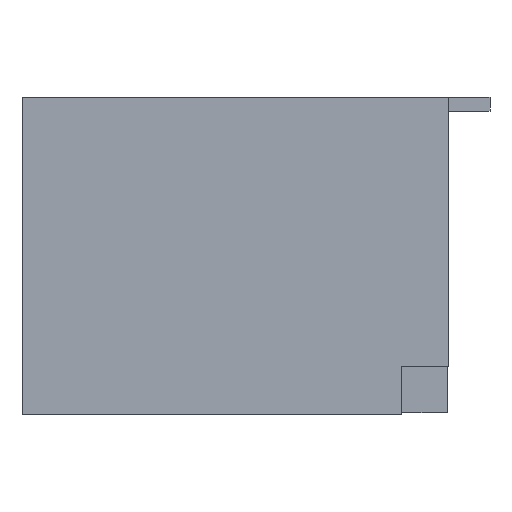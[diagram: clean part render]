
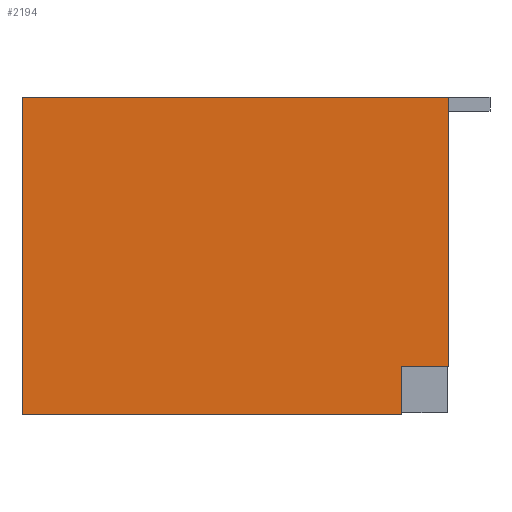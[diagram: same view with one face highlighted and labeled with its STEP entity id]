
A CAD part, front view. The second image highlights one B-rep face of the part: STEP entity #2194.
In plain terms, the highlighted planar face has unit normal (0, -1, 0).
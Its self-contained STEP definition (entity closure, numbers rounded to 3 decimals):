
#124=DIRECTION('',(0.,0.,-1.));
#125=VECTOR('',#124,0.52);
#126=CARTESIAN_POINT('',(-19.238,-5.388,0.5));
#127=LINE('',#126,#125);
#128=DIRECTION('',(-1.,0.,0.));
#129=VECTOR('',#128,0.5);
#130=CARTESIAN_POINT('',(-18.738,-5.388,0.5));
#131=LINE('',#130,#129);
#140=DIRECTION('',(-1.,0.,0.));
#141=VECTOR('',#140,4.09);
#142=CARTESIAN_POINT('',(-19.238,-5.388,-0.02));
#143=LINE('',#142,#141);
#204=DIRECTION('',(0.,0.,-1.));
#205=VECTOR('',#204,3.42);
#206=CARTESIAN_POINT('',(-23.329,-5.388,3.4));
#207=LINE('',#206,#205);
#756=DIRECTION('',(1.,0.,0.));
#757=VECTOR('',#756,4.59);
#758=CARTESIAN_POINT('',(-23.329,-5.388,3.4));
#759=LINE('',#758,#757);
#936=DIRECTION('',(0.,0.,1.));
#937=VECTOR('',#936,2.9);
#938=CARTESIAN_POINT('',(-18.738,-5.388,0.5));
#939=LINE('',#938,#937);
#1420=CARTESIAN_POINT('',(-23.329,-5.388,3.4));
#1421=CARTESIAN_POINT('',(-18.738,-5.388,3.4));
#1422=VERTEX_POINT('',#1420);
#1423=VERTEX_POINT('',#1421);
#1604=CARTESIAN_POINT('',(-18.738,-5.388,0.5));
#1605=CARTESIAN_POINT('',(-19.238,-5.388,0.5));
#1606=VERTEX_POINT('',#1604);
#1607=VERTEX_POINT('',#1605);
#1864=CARTESIAN_POINT('',(-19.238,-5.388,-0.02));
#1865=VERTEX_POINT('',#1864);
#1866=CARTESIAN_POINT('',(-23.329,-5.388,-0.02));
#1867=VERTEX_POINT('',#1866);
#2177=CARTESIAN_POINT('',(-23.329,-5.388,0.));
#2178=DIRECTION('',(0.,-1.,0.));
#2179=DIRECTION('',(1.,0.,0.));
#2180=AXIS2_PLACEMENT_3D('',#2177,#2178,#2179);
#2181=PLANE('',#2180);
#2182=ORIENTED_EDGE('',*,*,#1945,.T.);
#2184=ORIENTED_EDGE('',*,*,#2183,.T.);
#2186=ORIENTED_EDGE('',*,*,#2185,.F.);
#2188=ORIENTED_EDGE('',*,*,#2187,.T.);
#2190=ORIENTED_EDGE('',*,*,#2189,.F.);
#2191=ORIENTED_EDGE('',*,*,#1996,.T.);
#2192=EDGE_LOOP('',(#2182,#2184,#2186,#2188,#2190,#2191));
#2193=FACE_OUTER_BOUND('',#2192,.F.);
#1945=EDGE_CURVE('',#1607,#1865,#127,.T.);
#1996=EDGE_CURVE('',#1606,#1607,#131,.T.);
#2183=EDGE_CURVE('',#1865,#1867,#143,.T.);
#2185=EDGE_CURVE('',#1422,#1867,#207,.T.);
#2187=EDGE_CURVE('',#1422,#1423,#759,.T.);
#2189=EDGE_CURVE('',#1606,#1423,#939,.T.);
#2194=ADVANCED_FACE('',(#2193),#2181,.T.);
